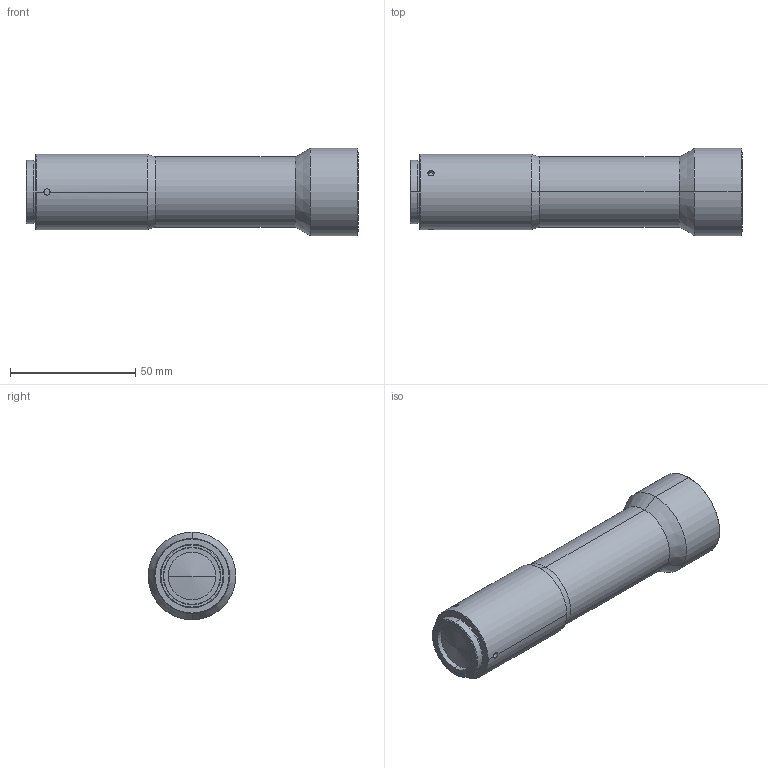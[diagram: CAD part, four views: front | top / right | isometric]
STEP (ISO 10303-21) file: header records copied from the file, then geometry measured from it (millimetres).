
FILE_DESCRIPTION (( 'STEP AP203' ), '1' );
FILE_NAME ('WWK15-110-111.STEP', '2017-08-03T06:22:26', ( 'frank' ), ( '' ), 'SwSTEP 2.0', 'SolidWorks 2012', '' );
FILE_SCHEMA (( 'CONFIG_CONTROL_DESIGN' ));
Length unit declared in the file: millimetre
Products named in the file (1): WWK15-110-111
Bounding box: 132.66 x 35 x 35 mm (x, y, z)
Volume: 91976.2 mm3; surface area: 14485.4 mm2
Topology: 1 solids, 1 shells, 46 faces, 103 edges, 62 vertices
Faces by surface type: cylinder 22, cone 19, plane 5
Entity records: 1508 total; most frequent: CARTESIAN_POINT 414, DIRECTION 225, ORIENTED_EDGE 198, EDGE_CURVE 99, AXIS2_PLACEMENT_3D 93, VERTEX_POINT 62, EDGE_LOOP 53, CIRCLE 46
